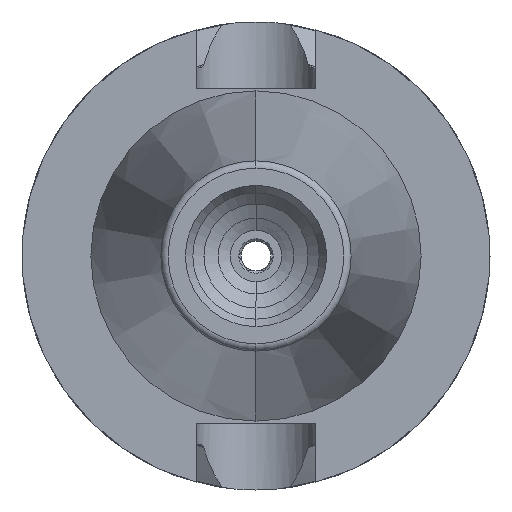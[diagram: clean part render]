
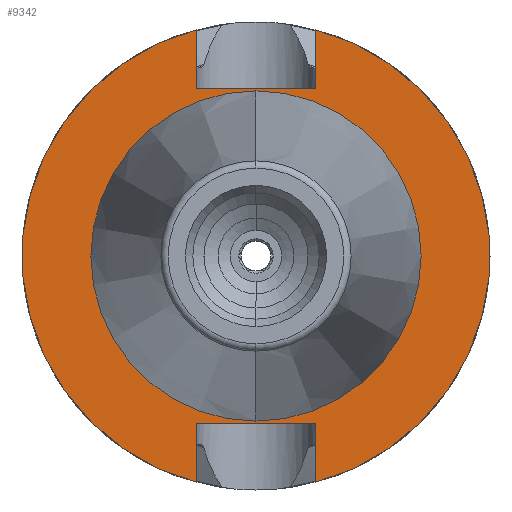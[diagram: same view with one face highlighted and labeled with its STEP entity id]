
A CAD part, left-side view. The second image highlights one B-rep face of the part: STEP entity #9342.
In plain terms, the highlighted planar face has unit normal (-1, 0, 0).
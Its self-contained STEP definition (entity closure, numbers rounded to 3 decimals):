
#53 = VERTEX_POINT ( 'NONE', #4099 ) ;
#75 = VERTEX_POINT ( 'NONE', #4279 ) ;
#113 = DIRECTION ( 'NONE',  ( 0., 0., 1. ) ) ;
#123 = CARTESIAN_POINT ( 'NONE',  ( 2., -8.05, 30.454 ) ) ;
#260 = CARTESIAN_POINT ( 'NONE',  ( 2., 8.05, -30.454 ) ) ;
#269 = AXIS2_PLACEMENT_3D ( 'NONE', #7559, #7491, #7453 ) ;
#335 = DIRECTION ( 'NONE',  ( 0., 0., -1. ) ) ;
#421 = CARTESIAN_POINT ( 'NONE',  ( 2., 8.05, -30.454 ) ) ;
#548 = VERTEX_POINT ( 'NONE', #8699 ) ;
#645 = EDGE_CURVE ( 'NONE', #75, #4048, #8982, .T. ) ;
#893 = ORIENTED_EDGE ( 'NONE', *, *, #4196, .F. ) ;
#1198 = DIRECTION ( 'NONE',  ( 0., 0., 1. ) ) ;
#1362 = ORIENTED_EDGE ( 'NONE', *, *, #645, .T. ) ;
#1436 = LINE ( 'NONE', #123, #5724 ) ;
#1465 = AXIS2_PLACEMENT_3D ( 'NONE', #3719, #3703, #3695 ) ;
#1469 = CARTESIAN_POINT ( 'NONE',  ( 2., -8.05, -30.454 ) ) ;
#1604 = LINE ( 'NONE', #8775, #3241 ) ;
#1731 = DIRECTION ( 'NONE',  ( 0., 1., 0. ) ) ;
#2525 = AXIS2_PLACEMENT_3D ( 'NONE', #4237, #4216, #7196 ) ;
#2646 = LINE ( 'NONE', #5743, #8695 ) ;
#2919 = ORIENTED_EDGE ( 'NONE', *, *, #6706, .T. ) ;
#3060 = CIRCLE ( 'NONE', #7675, 21.725 ) ;
#3144 = ORIENTED_EDGE ( 'NONE', *, *, #7701, .F. ) ;
#3241 = VECTOR ( 'NONE', #8686, 1000. ) ;
#3268 = ORIENTED_EDGE ( 'NONE', *, *, #8105, .F. ) ;
#3485 = CIRCLE ( 'NONE', #2525, 31.5 ) ;
#3531 = ORIENTED_EDGE ( 'NONE', *, *, #5614, .F. ) ;
#3663 = CARTESIAN_POINT ( 'NONE',  ( 2., 0., -21.725 ) ) ;
#3695 = DIRECTION ( 'NONE',  ( 0., 0., -1. ) ) ;
#3703 = DIRECTION ( 'NONE',  ( 1., 0., 0. ) ) ;
#3719 = CARTESIAN_POINT ( 'NONE',  ( 2., 0., 0. ) ) ;
#3843 = EDGE_CURVE ( 'NONE', #53, #4048, #5544, .T. ) ;
#3936 = PLANE ( 'NONE',  #1465 ) ;
#4048 = VERTEX_POINT ( 'NONE', #260 ) ;
#4088 = AXIS2_PLACEMENT_3D ( 'NONE', #7334, #7304, #7273 ) ;
#4099 = CARTESIAN_POINT ( 'NONE',  ( 2., 8.05, -22.6 ) ) ;
#4144 = ORIENTED_EDGE ( 'NONE', *, *, #9106, .F. ) ;
#4196 = EDGE_CURVE ( 'NONE', #5302, #53, #2646, .T. ) ;
#4211 = VECTOR ( 'NONE', #8070, 1000. ) ;
#4216 = DIRECTION ( 'NONE',  ( -1., 0., 0. ) ) ;
#4237 = CARTESIAN_POINT ( 'NONE',  ( 2., 0., 0. ) ) ;
#4279 = CARTESIAN_POINT ( 'NONE',  ( 2., 8.05, 30.454 ) ) ;
#5157 = EDGE_LOOP ( 'NONE', ( #7348, #8100 ) ) ;
#5213 = VERTEX_POINT ( 'NONE', #8181 ) ;
#5280 = VERTEX_POINT ( 'NONE', #6331 ) ;
#5300 = VERTEX_POINT ( 'NONE', #5944 ) ;
#5302 = VERTEX_POINT ( 'NONE', #7109 ) ;
#5413 = VECTOR ( 'NONE', #1198, 1000. ) ;
#5544 = LINE ( 'NONE', #421, #7369 ) ;
#5614 = EDGE_CURVE ( 'NONE', #5280, #5302, #9788, .T. ) ;
#5724 = VECTOR ( 'NONE', #113, 1000. ) ;
#5743 = CARTESIAN_POINT ( 'NONE',  ( 2., -8.05, -22.6 ) ) ;
#5790 = EDGE_LOOP ( 'NONE', ( #1362, #9080, #893, #3531, #2919, #3144, #3268, #4144 ) ) ;
#5944 = CARTESIAN_POINT ( 'NONE',  ( 2., 8.05, 22.6 ) ) ;
#6169 = CARTESIAN_POINT ( 'NONE',  ( 2., 0., 21.725 ) ) ;
#6327 = LINE ( 'NONE', #8563, #4211 ) ;
#6331 = CARTESIAN_POINT ( 'NONE',  ( 2., -8.05, -30.454 ) ) ;
#6343 = CARTESIAN_POINT ( 'NONE',  ( 2., 0., 0. ) ) ;
#6706 = EDGE_CURVE ( 'NONE', #5280, #548, #3485, .T. ) ;
#6910 = DIRECTION ( 'NONE',  ( 0., 0., -1. ) ) ;
#7109 = CARTESIAN_POINT ( 'NONE',  ( 2., -8.05, -22.6 ) ) ;
#7196 = DIRECTION ( 'NONE',  ( 0., 0., 1. ) ) ;
#7273 = DIRECTION ( 'NONE',  ( 0., 0., 1. ) ) ;
#7301 = DIRECTION ( 'NONE',  ( 1., 0., 0. ) ) ;
#7304 = DIRECTION ( 'NONE',  ( -1., 0., 0. ) ) ;
#7334 = CARTESIAN_POINT ( 'NONE',  ( 2., 0., 0. ) ) ;
#7348 = ORIENTED_EDGE ( 'NONE', *, *, #9665, .T. ) ;
#7369 = VECTOR ( 'NONE', #335, 1000. ) ;
#7453 = DIRECTION ( 'NONE',  ( 0., 0., -1. ) ) ;
#7491 = DIRECTION ( 'NONE',  ( 1., 0., 0. ) ) ;
#7537 = FACE_BOUND ( 'NONE', #5157, .T. ) ;
#7559 = CARTESIAN_POINT ( 'NONE',  ( 2., 0., 0. ) ) ;
#7675 = AXIS2_PLACEMENT_3D ( 'NONE', #6343, #7301, #6910 ) ;
#7701 = EDGE_CURVE ( 'NONE', #5213, #548, #1436, .T. ) ;
#8046 = FACE_OUTER_BOUND ( 'NONE', #5790, .T. ) ;
#8070 = DIRECTION ( 'NONE',  ( 0., 0., -1. ) ) ;
#8100 = ORIENTED_EDGE ( 'NONE', *, *, #9127, .T. ) ;
#8105 = EDGE_CURVE ( 'NONE', #5300, #5213, #1604, .T. ) ;
#8181 = CARTESIAN_POINT ( 'NONE',  ( 2., -8.05, 22.6 ) ) ;
#8563 = CARTESIAN_POINT ( 'NONE',  ( 2., 8.05, 30.454 ) ) ;
#8686 = DIRECTION ( 'NONE',  ( 0., -1., 0. ) ) ;
#8695 = VECTOR ( 'NONE', #1731, 1000. ) ;
#8699 = CARTESIAN_POINT ( 'NONE',  ( 2., -8.05, 30.454 ) ) ;
#8775 = CARTESIAN_POINT ( 'NONE',  ( 2., -8.05, 22.6 ) ) ;
#8919 = VERTEX_POINT ( 'NONE', #6169 ) ;
#8982 = CIRCLE ( 'NONE', #4088, 31.5 ) ;
#9080 = ORIENTED_EDGE ( 'NONE', *, *, #3843, .F. ) ;
#9106 = EDGE_CURVE ( 'NONE', #75, #5300, #6327, .T. ) ;
#9127 = EDGE_CURVE ( 'NONE', #9398, #8919, #9476, .T. ) ;
#9342 = ADVANCED_FACE ( 'NONE', ( #8046, #7537 ), #3936, .F. ) ;
#9398 = VERTEX_POINT ( 'NONE', #3663 ) ;
#9476 = CIRCLE ( 'NONE', #269, 21.725 ) ;
#9665 = EDGE_CURVE ( 'NONE', #8919, #9398, #3060, .T. ) ;
#9788 = LINE ( 'NONE', #1469, #5413 ) ;
